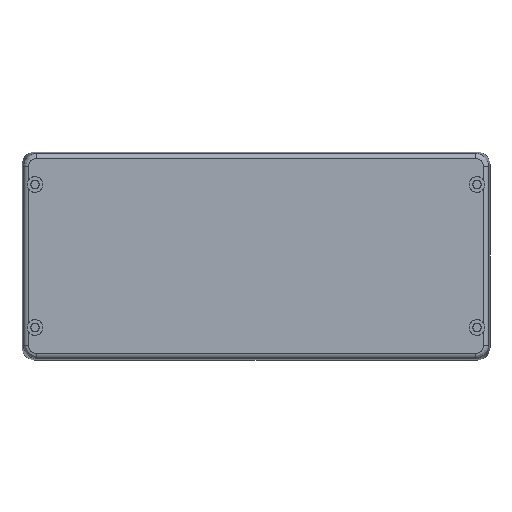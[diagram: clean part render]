
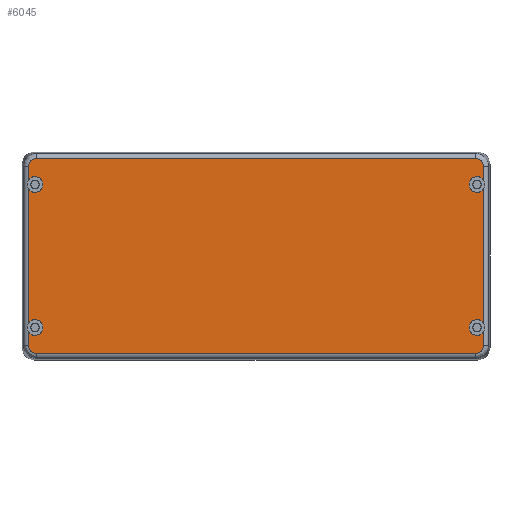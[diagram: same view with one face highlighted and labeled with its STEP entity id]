
A CAD part, front view. The second image highlights one B-rep face of the part: STEP entity #6045.
In plain terms, the highlighted planar face has unit normal (0, -1, 0).
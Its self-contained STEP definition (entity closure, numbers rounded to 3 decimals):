
#2682=DIRECTION('',(0.,0.,1.));
#2683=VECTOR('',#2682,102.928);
#2684=CARTESIAN_POINT('',(174.847,-70.,-51.464));
#2685=LINE('',#2684,#2683);
#2689=CARTESIAN_POINT('',(170.,-70.,-55.));
#2690=DIRECTION('',(0.,-1.,0.));
#2691=DIRECTION('',(0.808,0.,0.589));
#2692=AXIS2_PLACEMENT_3D('',#2689,#2690,#2691);
#2697=CARTESIAN_POINT('',(170.,-70.,-55.));
#2698=DIRECTION('',(0.,-1.,0.));
#2699=DIRECTION('',(-1.,0.,0.));
#2700=AXIS2_PLACEMENT_3D('',#2697,#2698,#2699);
#2705=DIRECTION('',(0.,0.,1.));
#2706=VECTOR('',#2705,10.312);
#2707=CARTESIAN_POINT('',(174.847,-70.,
-68.848));
#2708=LINE('',#2707,#2706);
#2712=CARTESIAN_POINT('',(168.848,-70.,
-74.847));
#2713=CARTESIAN_POINT('',(169.303,-70.,
-74.847));
#2714=CARTESIAN_POINT('',(170.188,-70.,
-74.747));
#2715=CARTESIAN_POINT('',(171.473,-70.,
-74.3));
#2716=CARTESIAN_POINT('',(172.62,-70.,-73.578));
#2717=CARTESIAN_POINT('',(173.579,-70.,
-72.619));
#2718=CARTESIAN_POINT('',(174.3,-70.,
-71.473));
#2719=CARTESIAN_POINT('',(174.747,-70.,
-70.189));
#2720=CARTESIAN_POINT('',(174.847,-70.,
-69.303));
#2721=CARTESIAN_POINT('',(174.847,-70.,
-68.848));
#2726=DIRECTION('',(1.,0.,0.));
#2727=VECTOR('',#2726,337.697);
#2728=CARTESIAN_POINT('',(-168.848,-70.,
-74.847));
#2729=LINE('',#2728,#2727);
#2733=CARTESIAN_POINT('',(-174.847,-70.,
-68.848));
#2734=CARTESIAN_POINT('',(-174.847,-70.,
-69.303));
#2735=CARTESIAN_POINT('',(-174.747,-70.,
-70.188));
#2736=CARTESIAN_POINT('',(-174.3,-70.,
-71.473));
#2737=CARTESIAN_POINT('',(-173.578,-70.,-72.62));
#2738=CARTESIAN_POINT('',(-172.619,-70.,
-73.579));
#2739=CARTESIAN_POINT('',(-171.473,-70.,
-74.3));
#2740=CARTESIAN_POINT('',(-170.189,-70.,
-74.747));
#2741=CARTESIAN_POINT('',(-169.303,-70.,
-74.847));
#2742=CARTESIAN_POINT('',(-168.848,-70.,
-74.847));
#2747=DIRECTION('',(0.,0.,-1.));
#2748=VECTOR('',#2747,10.312);
#2749=CARTESIAN_POINT('',(-174.847,-70.,-58.536));
#2750=LINE('',#2749,#2748);
#2754=CARTESIAN_POINT('',(-170.,-70.,-55.));
#2755=DIRECTION('',(0.,-1.,0.));
#2756=DIRECTION('',(-0.808,0.,-0.589));
#2757=AXIS2_PLACEMENT_3D('',#2754,#2755,#2756);
#2762=CARTESIAN_POINT('',(-170.,-70.,-55.));
#2763=DIRECTION('',(0.,-1.,0.));
#2764=DIRECTION('',(1.,0.,0.));
#2765=AXIS2_PLACEMENT_3D('',#2762,#2763,#2764);
#2770=DIRECTION('',(0.,0.,-1.));
#2771=VECTOR('',#2770,102.928);
#2772=CARTESIAN_POINT('',(-174.847,-70.,51.464));
#2773=LINE('',#2772,#2771);
#2777=CARTESIAN_POINT('',(-170.,-70.,55.));
#2778=DIRECTION('',(0.,-1.,0.));
#2779=DIRECTION('',(-0.808,0.,-0.589));
#2780=AXIS2_PLACEMENT_3D('',#2777,#2778,#2779);
#2785=CARTESIAN_POINT('',(-170.,-70.,55.));
#2786=DIRECTION('',(0.,-1.,0.));
#2787=DIRECTION('',(1.,0.,0.));
#2788=AXIS2_PLACEMENT_3D('',#2785,#2786,#2787);
#2793=DIRECTION('',(0.,0.,-1.));
#2794=VECTOR('',#2793,10.312);
#2795=CARTESIAN_POINT('',(-174.847,-70.,
68.848));
#2796=LINE('',#2795,#2794);
#2800=CARTESIAN_POINT('',(-168.848,-70.,
74.847));
#2801=CARTESIAN_POINT('',(-169.303,-70.,
74.847));
#2802=CARTESIAN_POINT('',(-170.188,-70.,
74.747));
#2803=CARTESIAN_POINT('',(-171.473,-70.,
74.3));
#2804=CARTESIAN_POINT('',(-172.62,-70.,73.578));
#2805=CARTESIAN_POINT('',(-173.579,-70.,
72.619));
#2806=CARTESIAN_POINT('',(-174.3,-70.,
71.473));
#2807=CARTESIAN_POINT('',(-174.747,-70.,
70.189));
#2808=CARTESIAN_POINT('',(-174.847,-70.,
69.303));
#2809=CARTESIAN_POINT('',(-174.847,-70.,
68.848));
#2814=DIRECTION('',(-1.,0.,0.));
#2815=VECTOR('',#2814,337.697);
#2816=CARTESIAN_POINT('',(168.848,-70.,74.847));
#2817=LINE('',#2816,#2815);
#2821=CARTESIAN_POINT('',(174.847,-70.,68.848));
#2822=CARTESIAN_POINT('',(174.847,-70.,69.303));
#2823=CARTESIAN_POINT('',(174.747,-70.,70.188));
#2824=CARTESIAN_POINT('',(174.3,-70.,71.473));
#2825=CARTESIAN_POINT('',(173.578,-70.,72.62));
#2826=CARTESIAN_POINT('',(172.619,-70.,73.579));
#2827=CARTESIAN_POINT('',(171.473,-70.,74.3));
#2828=CARTESIAN_POINT('',(170.189,-70.,74.747));
#2829=CARTESIAN_POINT('',(169.303,-70.,74.847));
#2830=CARTESIAN_POINT('',(168.848,-70.,74.847));
#2835=DIRECTION('',(0.,0.,1.));
#2836=VECTOR('',#2835,10.312);
#2837=CARTESIAN_POINT('',(174.847,-70.,58.536));
#2838=LINE('',#2837,#2836);
#2842=CARTESIAN_POINT('',(170.,-70.,55.));
#2843=DIRECTION('',(0.,-1.,0.));
#2844=DIRECTION('',(0.808,0.,0.589));
#2845=AXIS2_PLACEMENT_3D('',#2842,#2843,#2844);
#2850=CARTESIAN_POINT('',(170.,-70.,55.));
#2851=DIRECTION('',(0.,-1.,0.));
#2852=DIRECTION('',(-1.,0.,0.));
#2853=AXIS2_PLACEMENT_3D('',#2850,#2851,#2852);
#3530=CARTESIAN_POINT('',(-164.,-70.,55.));
#3531=VERTEX_POINT('',#3530);
#3532=CARTESIAN_POINT('',(164.,-70.,55.));
#3533=VERTEX_POINT('',#3532);
#3534=CARTESIAN_POINT('',(164.,-70.,-55.));
#3535=VERTEX_POINT('',#3534);
#3536=CARTESIAN_POINT('',(-164.,-70.,-55.));
#3537=VERTEX_POINT('',#3536);
#3538=CARTESIAN_POINT('',(174.847,-70.,-51.464));
#3539=CARTESIAN_POINT('',(174.847,-70.,51.464));
#3540=VERTEX_POINT('',#3538);
#3541=VERTEX_POINT('',#3539);
#3542=CARTESIAN_POINT('',(174.847,-70.,
-68.848));
#3543=CARTESIAN_POINT('',(174.847,-70.,-58.536));
#3544=VERTEX_POINT('',#3542);
#3545=VERTEX_POINT('',#3543);
#3546=VERTEX_POINT('',#2712);
#3549=CARTESIAN_POINT('',(-168.848,-70.,
-74.847));
#3550=VERTEX_POINT('',#3549);
#3553=VERTEX_POINT('',#2733);
#3555=CARTESIAN_POINT('',(-174.847,-70.,-58.536));
#3556=VERTEX_POINT('',#3555);
#3557=CARTESIAN_POINT('',(-174.847,-70.,51.464));
#3558=CARTESIAN_POINT('',(-174.847,-70.,-51.464));
#3559=VERTEX_POINT('',#3557);
#3560=VERTEX_POINT('',#3558);
#3561=CARTESIAN_POINT('',(174.847,-70.,58.536));
#3562=CARTESIAN_POINT('',(174.847,-70.,68.848));
#3563=VERTEX_POINT('',#3561);
#3564=VERTEX_POINT('',#3562);
#3565=VERTEX_POINT('',#2830);
#3568=CARTESIAN_POINT('',(-168.848,-70.,
74.847));
#3569=VERTEX_POINT('',#3568);
#3572=VERTEX_POINT('',#2809);
#3574=CARTESIAN_POINT('',(-174.847,-70.,58.536));
#3575=VERTEX_POINT('',#3574);
#6000=CARTESIAN_POINT('',(0.,-70.,0.));
#6001=DIRECTION('',(0.,1.,0.));
#6002=DIRECTION('',(1.,0.,0.));
#6003=AXIS2_PLACEMENT_3D('',#6000,#6001,#6002);
#6004=PLANE('',#6003);
#6006=ORIENTED_EDGE('',*,*,#6005,.F.);
#6008=ORIENTED_EDGE('',*,*,#6007,.T.);
#6010=ORIENTED_EDGE('',*,*,#6009,.T.);
#6012=ORIENTED_EDGE('',*,*,#6011,.F.);
#6014=ORIENTED_EDGE('',*,*,#6013,.F.);
#6016=ORIENTED_EDGE('',*,*,#6015,.F.);
#6018=ORIENTED_EDGE('',*,*,#6017,.F.);
#6020=ORIENTED_EDGE('',*,*,#6019,.F.);
#6022=ORIENTED_EDGE('',*,*,#6021,.T.);
#6024=ORIENTED_EDGE('',*,*,#6023,.T.);
#6026=ORIENTED_EDGE('',*,*,#6025,.F.);
#6027=ORIENTED_EDGE('',*,*,#5990,.T.);
#6028=ORIENTED_EDGE('',*,*,#5977,.T.);
#6030=ORIENTED_EDGE('',*,*,#6029,.F.);
#6032=ORIENTED_EDGE('',*,*,#6031,.F.);
#6034=ORIENTED_EDGE('',*,*,#6033,.F.);
#6036=ORIENTED_EDGE('',*,*,#6035,.F.);
#6038=ORIENTED_EDGE('',*,*,#6037,.F.);
#6040=ORIENTED_EDGE('',*,*,#6039,.T.);
#6042=ORIENTED_EDGE('',*,*,#6041,.T.);
#6043=EDGE_LOOP('',(#6006,#6008,#6010,#6012,#6014,#6016,#6018,#6020,#6022,#6024,
#6026,#6027,#6028,#6030,#6032,#6034,#6036,#6038,#6040,#6042));
#6044=FACE_OUTER_BOUND('',#6043,.F.);
#6045=ADVANCED_FACE('',(#6044),#6004,.F.);
#2693=CIRCLE('',#2692,6.);
#2701=CIRCLE('',#2700,6.);
#2722=B_SPLINE_CURVE_WITH_KNOTS('',3,(#2712,#2713,#2714,#2715,#2716,#2717,#2718,
#2719,#2720,#2721),.UNSPECIFIED.,.F.,.F.,(4,1,1,1,1,1,1,4),(0.,
0.143,0.286,0.429,0.571,
0.714,0.857,1.),.UNSPECIFIED.);
#2743=B_SPLINE_CURVE_WITH_KNOTS('',3,(#2733,#2734,#2735,#2736,#2737,#2738,#2739,
#2740,#2741,#2742),.UNSPECIFIED.,.F.,.F.,(4,1,1,1,1,1,1,4),(0.,
0.143,0.286,0.429,0.571,
0.714,0.857,1.),.UNSPECIFIED.);
#2758=CIRCLE('',#2757,6.);
#2766=CIRCLE('',#2765,6.);
#2781=CIRCLE('',#2780,6.);
#2789=CIRCLE('',#2788,6.);
#2810=B_SPLINE_CURVE_WITH_KNOTS('',3,(#2800,#2801,#2802,#2803,#2804,#2805,#2806,
#2807,#2808,#2809),.UNSPECIFIED.,.F.,.F.,(4,1,1,1,1,1,1,4),(0.,
0.143,0.286,0.429,0.571,
0.714,0.857,1.),.UNSPECIFIED.);
#2831=B_SPLINE_CURVE_WITH_KNOTS('',3,(#2821,#2822,#2823,#2824,#2825,#2826,#2827,
#2828,#2829,#2830),.UNSPECIFIED.,.F.,.F.,(4,1,1,1,1,1,1,4),(0.,
0.143,0.286,0.429,0.571,
0.714,0.857,1.),.UNSPECIFIED.);
#2846=CIRCLE('',#2845,6.);
#2854=CIRCLE('',#2853,6.);
#5977=EDGE_CURVE('',#3531,#3575,#2789,.T.);
#5990=EDGE_CURVE('',#3559,#3531,#2781,.T.);
#6005=EDGE_CURVE('',#3540,#3541,#2685,.T.);
#6007=EDGE_CURVE('',#3540,#3535,#2693,.T.);
#6009=EDGE_CURVE('',#3535,#3545,#2701,.T.);
#6011=EDGE_CURVE('',#3544,#3545,#2708,.T.);
#6013=EDGE_CURVE('',#3546,#3544,#2722,.T.);
#6015=EDGE_CURVE('',#3550,#3546,#2729,.T.);
#6017=EDGE_CURVE('',#3553,#3550,#2743,.T.);
#6019=EDGE_CURVE('',#3556,#3553,#2750,.T.);
#6021=EDGE_CURVE('',#3556,#3537,#2758,.T.);
#6023=EDGE_CURVE('',#3537,#3560,#2766,.T.);
#6025=EDGE_CURVE('',#3559,#3560,#2773,.T.);
#6029=EDGE_CURVE('',#3572,#3575,#2796,.T.);
#6031=EDGE_CURVE('',#3569,#3572,#2810,.T.);
#6033=EDGE_CURVE('',#3565,#3569,#2817,.T.);
#6035=EDGE_CURVE('',#3564,#3565,#2831,.T.);
#6037=EDGE_CURVE('',#3563,#3564,#2838,.T.);
#6039=EDGE_CURVE('',#3563,#3533,#2846,.T.);
#6041=EDGE_CURVE('',#3533,#3541,#2854,.T.);
